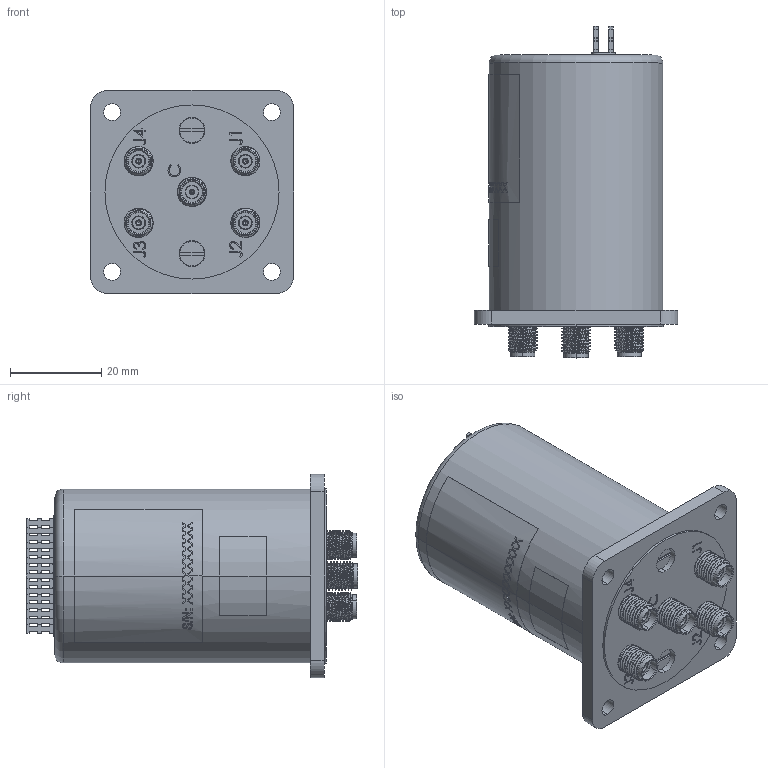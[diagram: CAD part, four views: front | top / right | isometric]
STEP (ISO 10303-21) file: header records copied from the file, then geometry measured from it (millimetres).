
FILE_DESCRIPTION (( 'STEP AP203' ), '1' );
FILE_NAME ('FMSW6489_3D.STEP', '2022-05-16T21:48:08', ( '' ), ( '' ), 'SwSTEP 2.0', 'SolidWorks 2021', '' );
FILE_SCHEMA (( 'CONFIG_CONTROL_DESIGN' ));
Length unit declared in the file: inch
Products named in the file (8): A16+Terminalassy^K14-0DQT00-T_14S-M2N3-4028-TP(2)_FMSW6489; K16029002^K14-0DQT00-T_14S-M2N3-4028-TP(2)_FMSW6489; TBASY_defeature^A16+Terminalassy_K14-0DQT00-T_14S-M2N3-4028-TP(2)_FMSW6489; K14-0DQT00-T_14S-M2N3-4028-TP(2)^FMSW6489; FMSW6489_3D; K16021002_defeature^K14-0DQT00-T_14S-M2N3-4028-TP(2)_FMSW6489; R040044_-003^A16+Terminalassy_K14-0DQT00-T_14S-M2N3-4028-TP(2)_FMSW6489; A16L24Y01-CST^K14-0DQT00-T_14S-M2N3-4028-TP(2)_FMSW6489
Assembly tree (12 placements, depth 4):
  FMSW6489_3D
    K14-0DQT00-T_14S-M2N3-4028-TP(2)^FMSW6489
      A16+Terminalassy^K14-0DQT00-T_14S-M2N3-4028-TP(2)_FMSW6489
        R040044_-003^A16+Terminalassy_K14-0DQT00-T_14S-M2N3-4028-TP(2)_FMSW6489
        TBASY_defeature^A16+Terminalassy_K14-0DQT00-T_14S-M2N3-4028-TP(2)_FMSW6489
      K16021002_defeature^K14-0DQT00-T_14S-M2N3-4028-TP(2)_FMSW6489
      K16029002^K14-0DQT00-T_14S-M2N3-4028-TP(2)_FMSW6489  x5
      A16L24Y01-CST^K14-0DQT00-T_14S-M2N3-4028-TP(2)_FMSW6489  x2
Bounding box: 44.45 x 72.61 x 44.45 mm (x, y, z)
Volume: 15349.1 mm3; surface area: 24391.3 mm2
Topology: 20 solids, 20 shells, 1734 faces, 4627 edges, 3055 vertices
Faces by surface type: plane 835, cylinder 505, bspline 280, cone 70, torus 44
Entity records: 55323 total; most frequent: CARTESIAN_POINT 22829, ORIENTED_EDGE 7142, DIRECTION 5591, EDGE_CURVE 3571, VERTEX_POINT 2375, VECTOR 2089, LINE 2089, AXIS2_PLACEMENT_3D 1751
